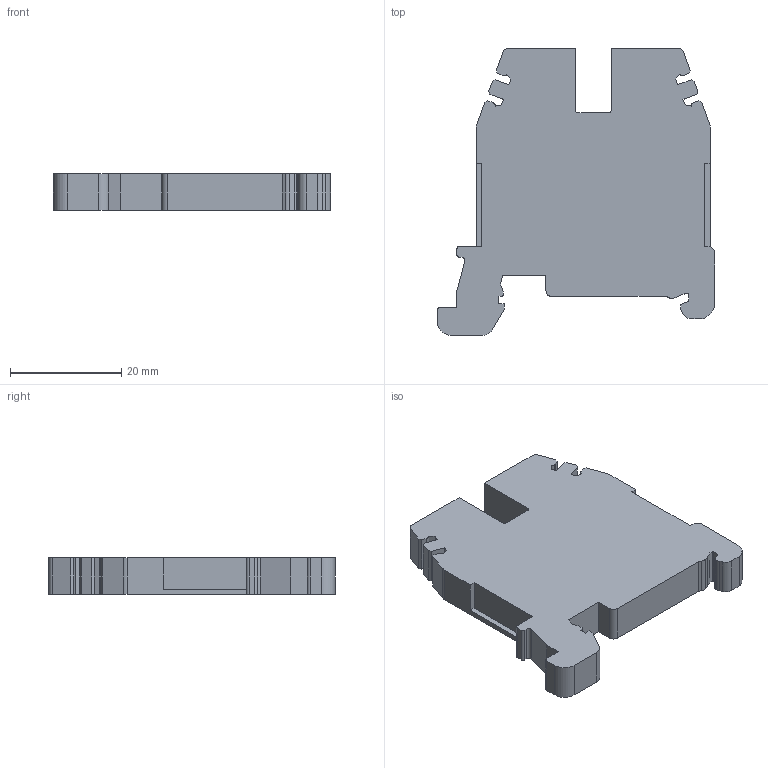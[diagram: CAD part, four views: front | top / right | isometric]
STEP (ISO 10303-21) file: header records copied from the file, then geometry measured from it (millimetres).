
FILE_DESCRIPTION(('Creo Elements/Direct Modeling STEP Export'),'2;1');
FILE_NAME('TEO.4.stp','2015-01-28T10:19:30',(''),(''),'PTC Creo Elements/Direct Modeling STEP processor for AP214 (Solid Model)','PTC Creo Elements/Direct Modeling 19.0A 04-Oct-2014 (C) Parametric Technology GmbH','');
FILE_SCHEMA(('AUTOMOTIVE_DESIGN { 1 0 10303 214 1 1 1 1 }'));
Length unit declared in the file: millimetre
Products named in the file (1): TEO4
Bounding box: 49.8 x 51.5 x 6.5 mm (x, y, z)
Volume: 11497.2 mm3; surface area: 5312.7 mm2
Topology: 1 solids, 1 shells, 118 faces, 341 edges, 227 vertices
Faces by surface type: plane 86, cylinder 32
Entity records: 3909 total; most frequent: ORIENTED_EDGE 682, CARTESIAN_POINT 675, DIRECTION 625, EDGE_CURVE 341, VECTOR 271, LINE 271, VERTEX_POINT 227, AXIS2_PLACEMENT_3D 177
